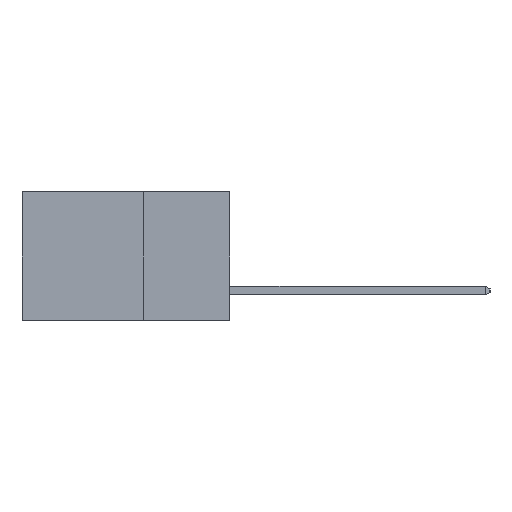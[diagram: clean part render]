
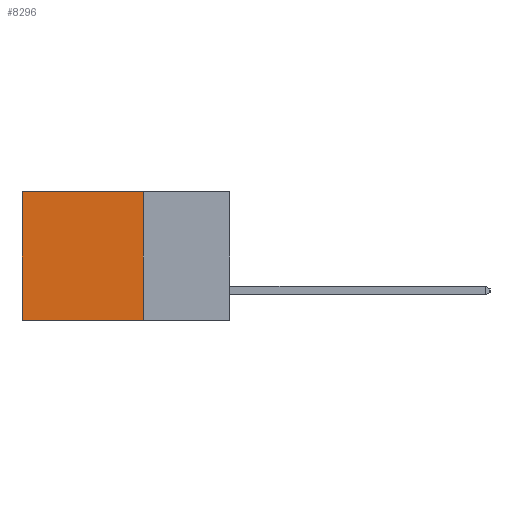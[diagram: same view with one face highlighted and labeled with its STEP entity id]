
A CAD part, left-side view. The second image highlights one B-rep face of the part: STEP entity #8296.
In plain terms, the highlighted planar face has unit normal (-1, 0, 0).
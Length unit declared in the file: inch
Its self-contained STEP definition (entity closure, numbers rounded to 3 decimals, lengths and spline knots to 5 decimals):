
#636 = EDGE_CURVE ( 'NONE', #7603, #10186, #16894, .T. ) ;
#1154 = DIRECTION ( 'NONE',  ( 0., 1., 0. ) ) ;
#1210 = CARTESIAN_POINT ( 'NONE',  ( 0.2615, 0.25, -0.37 ) ) ;
#1211 = CARTESIAN_POINT ( 'NONE',  ( 0.2615, 0.25, -0.37 ) ) ;
#2055 = CARTESIAN_POINT ( 'NONE',  ( 0.2615, 0.25, 0. ) ) ;
#2776 = VECTOR ( 'NONE', #20685, 39.37008 ) ;
#3852 = DIRECTION ( 'NONE',  ( 0., 0., -1. ) ) ;
#4425 = ORIENTED_EDGE ( 'NONE', *, *, #19115, .T. ) ;
#4617 = EDGE_CURVE ( 'NONE', #7603, #8110, #20433, .T. ) ;
#4979 = LINE ( 'NONE', #16248, #13917 ) ;
#7286 = DIRECTION ( 'NONE',  ( 0., 1., 0. ) ) ;
#7603 = VERTEX_POINT ( 'NONE', #2055 ) ;
#8110 = VERTEX_POINT ( 'NONE', #15928 ) ;
#8296 = ADVANCED_FACE ( 'NONE', ( #16867 ), #13673, .F. ) ;
#9162 = CARTESIAN_POINT ( 'NONE',  ( 0.2615, 0.25, 0. ) ) ;
#9901 = AXIS2_PLACEMENT_3D ( 'NONE', #13826, #13505, #13474 ) ;
#10186 = VERTEX_POINT ( 'NONE', #21873 ) ;
#11829 = VECTOR ( 'NONE', #7286, 39.37008 ) ;
#11839 = EDGE_CURVE ( 'NONE', #10186, #14193, #16455, .T. ) ;
#11865 = VECTOR ( 'NONE', #1154, 39.37008 ) ;
#12099 = ORIENTED_EDGE ( 'NONE', *, *, #636, .F. ) ;
#13474 = DIRECTION ( 'NONE',  ( 0., 0., -1. ) ) ;
#13505 = DIRECTION ( 'NONE',  ( 1., 0., 0. ) ) ;
#13673 = PLANE ( 'NONE',  #9901 ) ;
#13826 = CARTESIAN_POINT ( 'NONE',  ( 0.2615, 0.25, -0.37 ) ) ;
#13917 = VECTOR ( 'NONE', #3852, 39.37008 ) ;
#14193 = VERTEX_POINT ( 'NONE', #17094 ) ;
#15928 = CARTESIAN_POINT ( 'NONE',  ( 0.2615, 0.6, 0. ) ) ;
#16094 = ORIENTED_EDGE ( 'NONE', *, *, #4617, .T. ) ;
#16248 = CARTESIAN_POINT ( 'NONE',  ( 0.2615, 0.6, -0.37 ) ) ;
#16455 = LINE ( 'NONE', #1211, #11865 ) ;
#16867 = FACE_OUTER_BOUND ( 'NONE', #18579, .T. ) ;
#16894 = LINE ( 'NONE', #1210, #2776 ) ;
#17094 = CARTESIAN_POINT ( 'NONE',  ( 0.2615, 0.6, -0.37 ) ) ;
#18579 = EDGE_LOOP ( 'NONE', ( #4425, #21724, #12099, #16094 ) ) ;
#19115 = EDGE_CURVE ( 'NONE', #8110, #14193, #4979, .T. ) ;
#20433 = LINE ( 'NONE', #9162, #11829 ) ;
#20685 = DIRECTION ( 'NONE',  ( 0., 0., -1. ) ) ;
#21724 = ORIENTED_EDGE ( 'NONE', *, *, #11839, .F. ) ;
#21873 = CARTESIAN_POINT ( 'NONE',  ( 0.2615, 0.25, -0.37 ) ) ;
